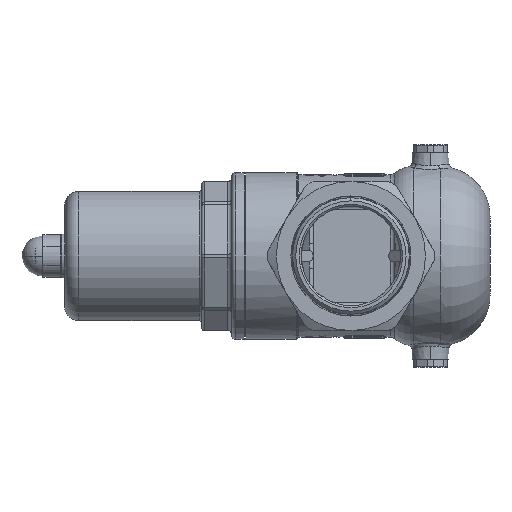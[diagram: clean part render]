
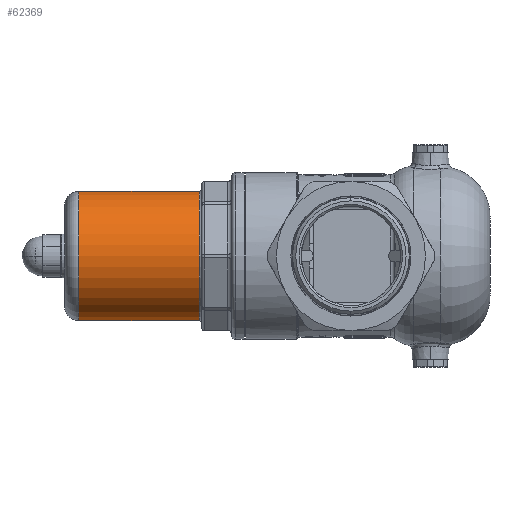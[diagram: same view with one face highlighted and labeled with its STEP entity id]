
A CAD part, left-side view. The second image highlights one B-rep face of the part: STEP entity #62369.
In plain terms, the highlighted cylindrical face has radius 32.5 mm (diameter 65 mm), a partial arc.
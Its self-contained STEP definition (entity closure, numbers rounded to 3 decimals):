
#849 = VERTEX_POINT ( 'NONE', #1663 ) ;
#857 = VERTEX_POINT ( 'NONE', #62837 ) ;
#1663 = CARTESIAN_POINT ( 'NONE',  ( 0., 137., -32.5 ) ) ;
#2285 = ORIENTED_EDGE ( 'NONE', *, *, #59750, .F. ) ;
#2644 = ORIENTED_EDGE ( 'NONE', *, *, #59751, .T. ) ;
#2712 = ORIENTED_EDGE ( 'NONE', *, *, #59695, .T. ) ;
#6284 = CARTESIAN_POINT ( 'NONE',  ( 0., 137., 0. ) ) ;
#6286 = DIRECTION ( 'NONE',  ( 0., 1., 0. ) ) ;
#6288 = DIRECTION ( 'NONE',  ( 0., 0., 1. ) ) ;
#12933 = EDGE_LOOP ( 'NONE', ( #2285, #2712, #2644, #49149 ) ) ;
#13431 = VERTEX_POINT ( 'NONE', #63766 ) ;
#13432 = VERTEX_POINT ( 'NONE', #63768 ) ;
#14615 = VECTOR ( 'NONE', #55736, 1000. ) ;
#14773 = VECTOR ( 'NONE', #55739, 1000. ) ;
#49149 = ORIENTED_EDGE ( 'NONE', *, *, #59864, .F. ) ;
#55568 = CARTESIAN_POINT ( 'NONE',  ( 0., 76.2, 0. ) ) ;
#55569 = DIRECTION ( 'NONE',  ( 0., 1., 0. ) ) ;
#55570 = DIRECTION ( 'NONE',  ( 0., 0., 1. ) ) ;
#55721 = CARTESIAN_POINT ( 'NONE',  ( 0., 155.957, -32.5 ) ) ;
#55732 = LINE ( 'NONE', #55721, #14615 ) ;
#55736 = DIRECTION ( 'NONE',  ( 0., 1., 0. ) ) ;
#55737 = LINE ( 'NONE', #55738, #14773 ) ;
#55738 = CARTESIAN_POINT ( 'NONE',  ( 0., 155.957, 32.5 ) ) ;
#55739 = DIRECTION ( 'NONE',  ( 0., 1., 0. ) ) ;
#56520 = CIRCLE ( 'NONE', #56524, 32.5 ) ;
#56524 = AXIS2_PLACEMENT_3D ( 'NONE', #55568, #55569, #55570 ) ;
#58632 = AXIS2_PLACEMENT_3D ( 'NONE', #63201, #63230, #63232 ) ;
#59695 = EDGE_CURVE ( 'NONE', #13431, #13432, #56520, .T. ) ;
#59750 = EDGE_CURVE ( 'NONE', #13431, #849, #55732, .T. ) ;
#59751 = EDGE_CURVE ( 'NONE', #13432, #857, #55737, .T. ) ;
#59864 = EDGE_CURVE ( 'NONE', #849, #857, #65489, .T. ) ;
#62369 = ADVANCED_FACE ( 'NONE', ( #63124 ), #63198, .T. ) ;
#62837 = CARTESIAN_POINT ( 'NONE',  ( 0., 137., 32.5 ) ) ;
#63124 = FACE_OUTER_BOUND ( 'NONE', #12933, .T. ) ;
#63198 = CYLINDRICAL_SURFACE ( 'NONE', #58632, 32.5 ) ;
#63201 = CARTESIAN_POINT ( 'NONE',  ( 0., 155.957, 0. ) ) ;
#63230 = DIRECTION ( 'NONE',  ( 0., 1., 0. ) ) ;
#63232 = DIRECTION ( 'NONE',  ( 0., 0., 1. ) ) ;
#63766 = CARTESIAN_POINT ( 'NONE',  ( 0., 76.2, -32.5 ) ) ;
#63768 = CARTESIAN_POINT ( 'NONE',  ( 0., 76.2, 32.5 ) ) ;
#65485 = AXIS2_PLACEMENT_3D ( 'NONE', #6284, #6286, #6288 ) ;
#65489 = CIRCLE ( 'NONE', #65485, 32.5 ) ;
